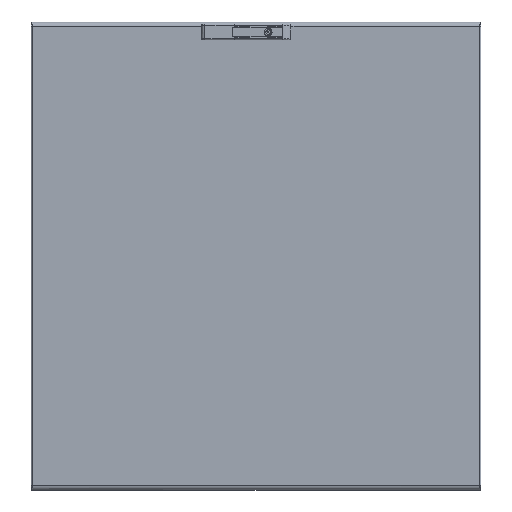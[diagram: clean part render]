
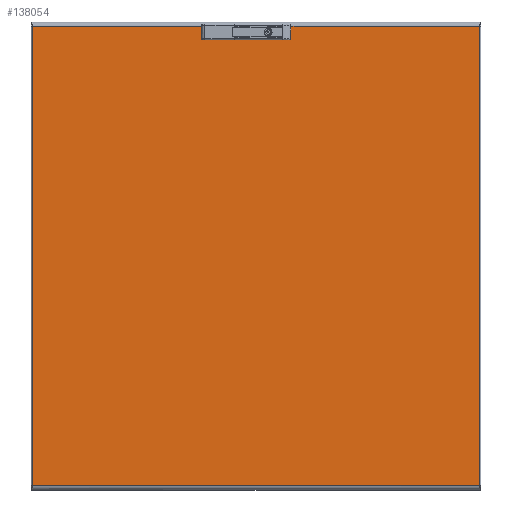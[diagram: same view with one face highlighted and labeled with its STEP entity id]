
A CAD part, top view. The second image highlights one B-rep face of the part: STEP entity #138054.
In plain terms, the highlighted planar face has unit normal (0, 0, 1).
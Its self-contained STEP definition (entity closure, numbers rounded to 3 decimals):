
#942 = CARTESIAN_POINT ( 'NONE',  ( 58.8, 475.5, 2. ) ) ;
#943 = CARTESIAN_POINT ( 'NONE',  ( 54.3, 480., 2. ) ) ;
#962 = CARTESIAN_POINT ( 'NONE',  ( 14.338, 471., 2. ) ) ;
#986 = CARTESIAN_POINT ( 'NONE',  ( -37.662, 480., 2. ) ) ;
#988 = CARTESIAN_POINT ( 'NONE',  ( -14.338, 471., 2. ) ) ;
#989 = CARTESIAN_POINT ( 'NONE',  ( -29.5, 487.5, 2. ) ) ;
#992 = CARTESIAN_POINT ( 'NONE',  ( 54.3, 471., 2. ) ) ;
#993 = CARTESIAN_POINT ( 'NONE',  ( 37.662, 480., 2. ) ) ;
#994 = CARTESIAN_POINT ( 'NONE',  ( -475.49, 487.5, 2. ) ) ;
#995 = CARTESIAN_POINT ( 'NONE',  ( -475.49, -487.5, 2. ) ) ;
#996 = CARTESIAN_POINT ( 'NONE',  ( 475.49, -487.5, 2. ) ) ;
#997 = CARTESIAN_POINT ( 'NONE',  ( 475.49, 487.5, 2. ) ) ;
#998 = CARTESIAN_POINT ( 'NONE',  ( 29.5, 487.5, 2. ) ) ;
#999 = CARTESIAN_POINT ( 'NONE',  ( -37.662, 471., 2. ) ) ;
#1000 = CARTESIAN_POINT ( 'NONE',  ( 37.662, 471., 2. ) ) ;
#1001 = CARTESIAN_POINT ( 'NONE',  ( -54.3, 471., 2. ) ) ;
#1002 = CARTESIAN_POINT ( 'NONE',  ( -54.3, 480., 2. ) ) ;
#6313 = CARTESIAN_POINT ( 'NONE',  ( -475.5, -495., 2. ) ) ;
#6315 = FACE_OUTER_BOUND ( 'NONE', #9232, .T. ) ;
#6316 = PLANE ( 'NONE',  #137210 ) ;
#6318 = DIRECTION ( 'NONE',  ( 0., 0., 1. ) ) ;
#6319 = DIRECTION ( 'NONE',  ( 1., 0., 0. ) ) ;
#9232 = EDGE_LOOP ( 'NONE', ( #64816, #64817, #64818, #64819, #64820, #64821, #64822, #64823, #64824, #64825, #64826, #64827, #64828, #64829, #64830, #64831, #64832 ) ) ;
#48750 = EDGE_CURVE ( 'NONE', #66825, #66827, #117789, .T. ) ;
#48808 = EDGE_CURVE ( 'NONE', #66883, #66880, #117960, .T. ) ;
#48809 = EDGE_CURVE ( 'NONE', #66883, #66888, #131601, .T. ) ;
#48810 = EDGE_CURVE ( 'NONE', #66888, #66889, #131619, .T. ) ;
#48811 = EDGE_CURVE ( 'NONE', #66889, #66890, #131639, .T. ) ;
#48812 = EDGE_CURVE ( 'NONE', #66890, #66891, #131647, .T. ) ;
#48813 = EDGE_CURVE ( 'NONE', #66891, #66892, #131658, .T. ) ;
#48814 = EDGE_CURVE ( 'NONE', #66887, #66892, #117977, .T. ) ;
#48815 = EDGE_CURVE ( 'NONE', #66827, #66887, #131627, .T. ) ;
#48816 = EDGE_CURVE ( 'NONE', #66886, #66825, #117984, .T. ) ;
#48817 = EDGE_CURVE ( 'NONE', #66894, #66886, #131687, .T. ) ;
#48818 = EDGE_CURVE ( 'NONE', #66856, #66894, #117986, .T. ) ;
#48819 = EDGE_CURVE ( 'NONE', #66882, #66856, #131704, .T. ) ;
#48820 = EDGE_CURVE ( 'NONE', #66893, #66882, #117992, .T. ) ;
#48821 = EDGE_CURVE ( 'NONE', #66895, #66893, #131722, .T. ) ;
#48822 = EDGE_CURVE ( 'NONE', #66896, #66895, #117999, .T. ) ;
#48823 = EDGE_CURVE ( 'NONE', #66880, #66896, #131739, .T. ) ;
#64816 = ORIENTED_EDGE ( 'NONE', *, *, #48808, .F. ) ;
#64817 = ORIENTED_EDGE ( 'NONE', *, *, #48809, .T. ) ;
#64818 = ORIENTED_EDGE ( 'NONE', *, *, #48810, .T. ) ;
#64819 = ORIENTED_EDGE ( 'NONE', *, *, #48811, .T. ) ;
#64820 = ORIENTED_EDGE ( 'NONE', *, *, #48812, .T. ) ;
#64821 = ORIENTED_EDGE ( 'NONE', *, *, #48813, .T. ) ;
#64822 = ORIENTED_EDGE ( 'NONE', *, *, #48814, .F. ) ;
#64823 = ORIENTED_EDGE ( 'NONE', *, *, #48815, .F. ) ;
#64824 = ORIENTED_EDGE ( 'NONE', *, *, #48750, .F. ) ;
#64825 = ORIENTED_EDGE ( 'NONE', *, *, #48816, .F. ) ;
#64826 = ORIENTED_EDGE ( 'NONE', *, *, #48817, .F. ) ;
#64827 = ORIENTED_EDGE ( 'NONE', *, *, #48818, .F. ) ;
#64828 = ORIENTED_EDGE ( 'NONE', *, *, #48819, .F. ) ;
#64829 = ORIENTED_EDGE ( 'NONE', *, *, #48820, .F. ) ;
#64830 = ORIENTED_EDGE ( 'NONE', *, *, #48821, .F. ) ;
#64831 = ORIENTED_EDGE ( 'NONE', *, *, #48822, .F. ) ;
#64832 = ORIENTED_EDGE ( 'NONE', *, *, #48823, .F. ) ;
#66825 = VERTEX_POINT ( 'NONE', #942 ) ;
#66827 = VERTEX_POINT ( 'NONE', #943 ) ;
#66856 = VERTEX_POINT ( 'NONE', #962 ) ;
#66880 = VERTEX_POINT ( 'NONE', #986 ) ;
#66882 = VERTEX_POINT ( 'NONE', #988 ) ;
#66883 = VERTEX_POINT ( 'NONE', #989 ) ;
#66886 = VERTEX_POINT ( 'NONE', #992 ) ;
#66887 = VERTEX_POINT ( 'NONE', #993 ) ;
#66888 = VERTEX_POINT ( 'NONE', #994 ) ;
#66889 = VERTEX_POINT ( 'NONE', #995 ) ;
#66890 = VERTEX_POINT ( 'NONE', #996 ) ;
#66891 = VERTEX_POINT ( 'NONE', #997 ) ;
#66892 = VERTEX_POINT ( 'NONE', #998 ) ;
#66893 = VERTEX_POINT ( 'NONE', #999 ) ;
#66894 = VERTEX_POINT ( 'NONE', #1000 ) ;
#66895 = VERTEX_POINT ( 'NONE', #1001 ) ;
#66896 = VERTEX_POINT ( 'NONE', #1002 ) ;
#117789 = CIRCLE ( 'NONE', #117797, 4.5 ) ;
#117797 = AXIS2_PLACEMENT_3D ( 'NONE', #130943, #130946, #130949 ) ;
#117953 = VECTOR ( 'NONE', #131637, 1000. ) ;
#117960 = CIRCLE ( 'NONE', #117966, 12.5 ) ;
#117964 = VECTOR ( 'NONE', #131630, 1000. ) ;
#117966 = AXIS2_PLACEMENT_3D ( 'NONE', #131621, #131623, #131625 ) ;
#117969 = VECTOR ( 'NONE', #131698, 1000. ) ;
#117971 = VECTOR ( 'NONE', #131645, 1000. ) ;
#117973 = VECTOR ( 'NONE', #131655, 1000. ) ;
#117975 = VECTOR ( 'NONE', #131664, 1000. ) ;
#117977 = CIRCLE ( 'NONE', #117982, 12.5 ) ;
#117979 = VECTOR ( 'NONE', #131680, 1000. ) ;
#117982 = AXIS2_PLACEMENT_3D ( 'NONE', #131672, #131675, #131677 ) ;
#117984 = CIRCLE ( 'NONE', #117988, 4.5 ) ;
#117986 = CIRCLE ( 'NONE', #117995, 12.5 ) ;
#117988 = AXIS2_PLACEMENT_3D ( 'NONE', #131689, #131691, #131694 ) ;
#117990 = VECTOR ( 'NONE', #131717, 1000. ) ;
#117992 = CIRCLE ( 'NONE', #118001, 12.5 ) ;
#117995 = AXIS2_PLACEMENT_3D ( 'NONE', #131707, #131710, #131712 ) ;
#117997 = VECTOR ( 'NONE', #131732, 1000. ) ;
#117999 = CIRCLE ( 'NONE', #118008, 4.5 ) ;
#118001 = AXIS2_PLACEMENT_3D ( 'NONE', #131724, #131726, #131728 ) ;
#118003 = VECTOR ( 'NONE', #131749, 1000. ) ;
#118008 = AXIS2_PLACEMENT_3D ( 'NONE', #131741, #131743, #131745 ) ;
#130943 = CARTESIAN_POINT ( 'NONE',  ( 54.3, 475.5, 2. ) ) ;
#130946 = DIRECTION ( 'NONE',  ( 0., 0., 1. ) ) ;
#130949 = DIRECTION ( 'NONE',  ( -1., 0., 0. ) ) ;
#131601 = LINE ( 'NONE', #131604, #117964 ) ;
#131604 = CARTESIAN_POINT ( 'NONE',  ( 475.49, 487.5, 2. ) ) ;
#131616 = CARTESIAN_POINT ( 'NONE',  ( 37.662, 480., 2. ) ) ;
#131619 = LINE ( 'NONE', #131632, #117953 ) ;
#131621 = CARTESIAN_POINT ( 'NONE',  ( -26., 475.5, 2. ) ) ;
#131623 = DIRECTION ( 'NONE',  ( 0., 0., 1. ) ) ;
#131625 = DIRECTION ( 'NONE',  ( 1., 0., 0. ) ) ;
#131627 = LINE ( 'NONE', #131616, #117979 ) ;
#131630 = DIRECTION ( 'NONE',  ( -1., 0., 0. ) ) ;
#131632 = CARTESIAN_POINT ( 'NONE',  ( -475.49, 495., 2. ) ) ;
#131637 = DIRECTION ( 'NONE',  ( 0., -1., 0. ) ) ;
#131639 = LINE ( 'NONE', #131643, #117971 ) ;
#131643 = CARTESIAN_POINT ( 'NONE',  ( -475.49, -487.5, 2. ) ) ;
#131645 = DIRECTION ( 'NONE',  ( 1., 0., 0. ) ) ;
#131647 = LINE ( 'NONE', #131652, #117973 ) ;
#131652 = CARTESIAN_POINT ( 'NONE',  ( 475.49, -495., 2. ) ) ;
#131655 = DIRECTION ( 'NONE',  ( 0., 1., 0. ) ) ;
#131658 = LINE ( 'NONE', #131661, #117975 ) ;
#131661 = CARTESIAN_POINT ( 'NONE',  ( 475.49, 487.5, 2. ) ) ;
#131664 = DIRECTION ( 'NONE',  ( -1., 0., 0. ) ) ;
#131667 = CARTESIAN_POINT ( 'NONE',  ( 37.662, 471., 2. ) ) ;
#131672 = CARTESIAN_POINT ( 'NONE',  ( 26., 475.5, 2. ) ) ;
#131675 = DIRECTION ( 'NONE',  ( 0., 0., 1. ) ) ;
#131677 = DIRECTION ( 'NONE',  ( -1., 0., 0. ) ) ;
#131680 = DIRECTION ( 'NONE',  ( -1., 0., 0. ) ) ;
#131687 = LINE ( 'NONE', #131667, #117969 ) ;
#131689 = CARTESIAN_POINT ( 'NONE',  ( 54.3, 475.5, 2. ) ) ;
#131691 = DIRECTION ( 'NONE',  ( 0., 0., 1. ) ) ;
#131694 = DIRECTION ( 'NONE',  ( -1., 0., 0. ) ) ;
#131696 = CARTESIAN_POINT ( 'NONE',  ( -14.338, 471., 2. ) ) ;
#131698 = DIRECTION ( 'NONE',  ( 1., 0., 0. ) ) ;
#131704 = LINE ( 'NONE', #131696, #117990 ) ;
#131707 = CARTESIAN_POINT ( 'NONE',  ( 26., 475.5, 2. ) ) ;
#131710 = DIRECTION ( 'NONE',  ( 0., 0., 1. ) ) ;
#131712 = DIRECTION ( 'NONE',  ( -1., 0., 0. ) ) ;
#131715 = CARTESIAN_POINT ( 'NONE',  ( -37.662, 471., 2. ) ) ;
#131717 = DIRECTION ( 'NONE',  ( 1., 0., 0. ) ) ;
#131722 = LINE ( 'NONE', #131715, #117997 ) ;
#131724 = CARTESIAN_POINT ( 'NONE',  ( -26., 475.5, 2. ) ) ;
#131726 = DIRECTION ( 'NONE',  ( 0., 0., 1. ) ) ;
#131728 = DIRECTION ( 'NONE',  ( 1., 0., 0. ) ) ;
#131730 = CARTESIAN_POINT ( 'NONE',  ( -37.662, 480., 2. ) ) ;
#131732 = DIRECTION ( 'NONE',  ( 1., 0., 0. ) ) ;
#131739 = LINE ( 'NONE', #131730, #118003 ) ;
#131741 = CARTESIAN_POINT ( 'NONE',  ( -54.3, 475.5, 2. ) ) ;
#131743 = DIRECTION ( 'NONE',  ( 0., 0., 1. ) ) ;
#131745 = DIRECTION ( 'NONE',  ( 1., 0., 0. ) ) ;
#131749 = DIRECTION ( 'NONE',  ( -1., 0., 0. ) ) ;
#137210 = AXIS2_PLACEMENT_3D ( 'NONE', #6313, #6318, #6319 ) ;
#138054 = ADVANCED_FACE ( 'NONE', ( #6315 ), #6316, .T. ) ;
